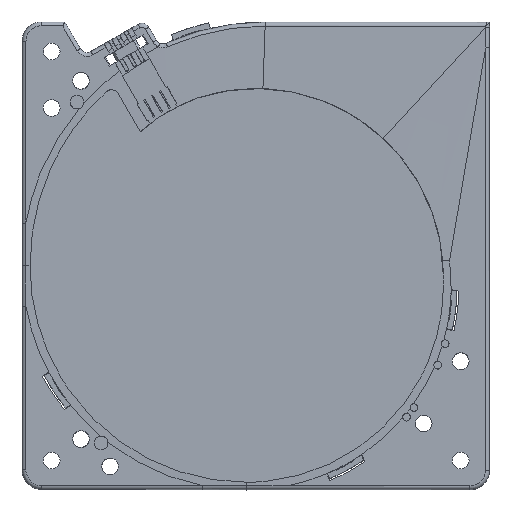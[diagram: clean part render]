
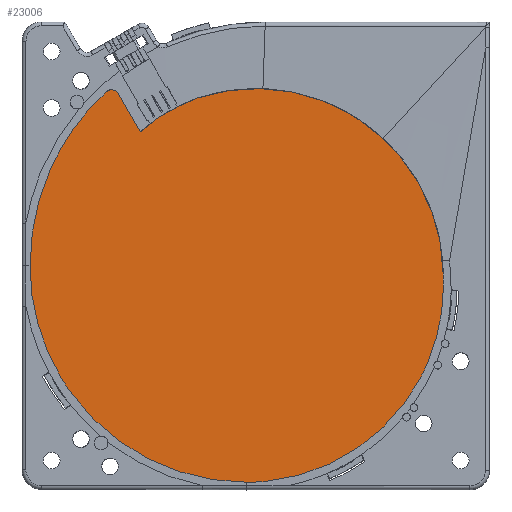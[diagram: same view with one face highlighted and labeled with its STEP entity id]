
A CAD part, front view. The second image highlights one B-rep face of the part: STEP entity #23006.
In plain terms, the highlighted planar face has unit normal (0, -1, 0).
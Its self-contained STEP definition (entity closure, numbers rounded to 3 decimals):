
#4354=CARTESIAN_POINT('',(-2.602,-17.3,2.435));
#4355=DIRECTION('',(0.,-1.,0.));
#4356=DIRECTION('',(-1.,0.,0.003));
#4357=AXIS2_PLACEMENT_3D('',#4354,#4355,#4356);
#4588=CARTESIAN_POINT('',(2.156,-17.3,2.807));
#4589=DIRECTION('',(0.,1.,0.));
#4590=DIRECTION('',(-0.874,0.,0.485));
#4591=AXIS2_PLACEMENT_3D('',#4588,#4589,#4590);
#4593=CARTESIAN_POINT('',(-37.167,-17.3,45.676));
#4594=DIRECTION('',(0.,1.,0.));
#4595=DIRECTION('',(-0.676,0.,0.737));
#4596=AXIS2_PLACEMENT_3D('',#4593,#4594,#4595);
#4598=DIRECTION('',(0.5,0.,-0.866));
#4599=VECTOR('',#4598,11.299);
#4600=CARTESIAN_POINT('',(-35.435,-17.3,46.676));
#4601=LINE('',#4600,#4599);
#4602=CARTESIAN_POINT('',(0.66,-17.3,2.098));
#4603=DIRECTION('',(0.,1.,0.));
#4604=DIRECTION('',(-0.659,0.,0.753));
#4605=AXIS2_PLACEMENT_3D('',#4602,#4603,#4604);
#4607=CARTESIAN_POINT('',(0.,-17.3,0.));
#4608=DIRECTION('',(0.,1.,0.));
#4609=DIRECTION('',(-0.314,0.,0.95));
#4610=AXIS2_PLACEMENT_3D('',#4607,#4608,#4609);
#4612=CARTESIAN_POINT('',(-2.644,-17.3,-2.495));
#4613=DIRECTION('',(0.,1.,0.));
#4614=DIRECTION('',(0.998,0.,0.057));
#4615=AXIS2_PLACEMENT_3D('',#4612,#4613,#4614);
#4617=CARTESIAN_POINT('',(-2.644,-17.3,-2.495));
#4618=DIRECTION('',(0.,1.,0.));
#4619=DIRECTION('',(1.,0.,0.));
#4620=AXIS2_PLACEMENT_3D('',#4617,#4618,#4619);
#4622=CARTESIAN_POINT('',(14.997,-17.3,-10.749));
#4623=DIRECTION('',(0.,1.,0.));
#4624=DIRECTION('',(0.928,0.,-0.372));
#4625=AXIS2_PLACEMENT_3D('',#4622,#4623,#4624);
#4627=CARTESIAN_POINT('',(41.713,-17.3,-26.996));
#4628=CARTESIAN_POINT('',(40.578,-17.3,-28.862));
#4629=CARTESIAN_POINT('',(39.52,-17.3,-30.733));
#4630=CARTESIAN_POINT('',(38.203,-17.3,-32.549));
#4631=CARTESIAN_POINT('',(38.197,-17.3,-32.558));
#4633=CARTESIAN_POINT('',(-2.414,-17.3,-2.585));
#4634=DIRECTION('',(0.,1.,0.));
#4635=DIRECTION('',(0.805,0.,-0.594));
#4636=AXIS2_PLACEMENT_3D('',#4633,#4634,#4635);
#4638=CARTESIAN_POINT('',(-2.422,-17.3,-2.508));
#4639=DIRECTION('',(0.,1.,0.));
#4640=DIRECTION('',(0.099,0.,-0.995));
#4641=AXIS2_PLACEMENT_3D('',#4638,#4639,#4640);
#4643=CARTESIAN_POINT('',(-2.564,-17.3,2.424));
#4644=DIRECTION('',(0.,1.,0.));
#4645=DIRECTION('',(0.001,0.,-1.));
#4646=AXIS2_PLACEMENT_3D('',#4643,#4644,#4645);
#4648=CARTESIAN_POINT('',(-2.456,-17.3,2.503));
#4649=DIRECTION('',(0.,1.,0.));
#4650=DIRECTION('',(-0.807,0.,-0.591));
#4651=AXIS2_PLACEMENT_3D('',#4648,#4649,#4650);
#4653=CARTESIAN_POINT('',(-2.602,-17.3,2.435));
#4654=DIRECTION('',(0.,1.,0.));
#4655=DIRECTION('',(-0.858,0.,-0.514));
#4656=AXIS2_PLACEMENT_3D('',#4653,#4654,#4655);
#4658=CARTESIAN_POINT('',(2.267,-17.3,2.693));
#4659=DIRECTION('',(0.,1.,0.));
#4660=DIRECTION('',(-1.,0.,0.));
#4661=AXIS2_PLACEMENT_3D('',#4658,#4659,#4660);
#4663=DIRECTION('',(0.449,0.,0.894));
#4664=VECTOR('',#4663,5.095);
#4665=CARTESIAN_POINT('',(-52.746,-17.3,27.451));
#4666=LINE('',#4665,#4664);
#9975=CARTESIAN_POINT('',(2.267,-17.3,2.693));
#9976=DIRECTION('',(0.,-1.,0.));
#9977=DIRECTION('',(-1.,0.,0.));
#9978=AXIS2_PLACEMENT_3D('',#9975,#9976,#9977);
#12240=CARTESIAN_POINT('',(-2.498,-17.3,-53.06));
#12241=VERTEX_POINT('',#12240);
#12242=CARTESIAN_POINT('',(2.599,-17.3,-52.81));
#12243=VERTEX_POINT('',#12242);
#12255=CARTESIAN_POINT('',(-58.06,-17.3,2.586));
#12256=VERTEX_POINT('',#12255);
#12257=CARTESIAN_POINT('',(-50.162,-17.3,-26.09));
#12258=CARTESIAN_POINT('',(-58.06,-17.3,2.435));
#12259=VERTEX_POINT('',#12257);
#12260=VERTEX_POINT('',#12258);
#12281=CARTESIAN_POINT('',(-38.52,-17.3,47.149));
#12282=VERTEX_POINT('',#12281);
#12283=CARTESIAN_POINT('',(-50.459,-17.3,32.003));
#12284=VERTEX_POINT('',#12283);
#12285=CARTESIAN_POINT('',(-35.435,-17.3,46.676));
#12286=VERTEX_POINT('',#12285);
#12287=CARTESIAN_POINT('',(-29.786,-17.3,36.89));
#12288=VERTEX_POINT('',#12287);
#12301=CARTESIAN_POINT('',(-15.05,-17.3,45.58));
#12302=VERTEX_POINT('',#12301);
#12318=CARTESIAN_POINT('',(47.998,-17.3,0.411));
#12319=VERTEX_POINT('',#12318);
#12321=CARTESIAN_POINT('',(48.082,-17.3,-2.495));
#12322=VERTEX_POINT('',#12321);
#12323=CARTESIAN_POINT('',(44.018,-17.3,-22.388));
#12324=VERTEX_POINT('',#12323);
#12325=CARTESIAN_POINT('',(41.713,-17.3,-26.996));
#12326=VERTEX_POINT('',#12325);
#12327=VERTEX_POINT('',#4631);
#12328=CARTESIAN_POINT('',(-47.337,-17.3,-30.346));
#12329=VERTEX_POINT('',#12328);
#12330=CARTESIAN_POINT('',(-58.06,-17.3,2.693));
#12331=VERTEX_POINT('',#12330);
#12332=CARTESIAN_POINT('',(-52.746,-17.3,27.451));
#12333=VERTEX_POINT('',#12332);
#22970=CARTESIAN_POINT('',(-4.989,-17.3,-2.527));
#22971=DIRECTION('',(0.,1.,0.));
#22972=DIRECTION('',(1.,0.,0.));
#22973=AXIS2_PLACEMENT_3D('',#22970,#22971,#22972);
#22974=PLANE('',#22973);
#22975=ORIENTED_EDGE('',*,*,#22832,.T.);
#22976=ORIENTED_EDGE('',*,*,#22847,.T.);
#22977=ORIENTED_EDGE('',*,*,#22861,.T.);
#22978=ORIENTED_EDGE('',*,*,#22884,.T.);
#22979=ORIENTED_EDGE('',*,*,#22955,.T.);
#22981=ORIENTED_EDGE('',*,*,#22980,.T.);
#22983=ORIENTED_EDGE('',*,*,#22982,.T.);
#22985=ORIENTED_EDGE('',*,*,#22984,.T.);
#22987=ORIENTED_EDGE('',*,*,#22986,.T.);
#22989=ORIENTED_EDGE('',*,*,#22988,.T.);
#22991=ORIENTED_EDGE('',*,*,#22990,.T.);
#22993=ORIENTED_EDGE('',*,*,#22992,.T.);
#22995=ORIENTED_EDGE('',*,*,#22994,.T.);
#22996=ORIENTED_EDGE('',*,*,#22747,.T.);
#22997=ORIENTED_EDGE('',*,*,#22745,.F.);
#22999=ORIENTED_EDGE('',*,*,#22998,.F.);
#23001=ORIENTED_EDGE('',*,*,#23000,.T.);
#23003=ORIENTED_EDGE('',*,*,#23002,.T.);
#23004=EDGE_LOOP('',(#22975,#22976,#22977,#22978,#22979,#22981,#22983,#22985,
#22987,#22989,#22991,#22993,#22995,#22996,#22997,#22999,#23001,#23003));
#23005=FACE_OUTER_BOUND('',#23004,.F.);
#23006=ADVANCED_FACE('',(#23005),#22974,.F.);
#4358=CIRCLE('',#4357,55.458);
#4592=CIRCLE('',#4591,60.173);
#4597=CIRCLE('',#4596,2.);
#4606=CIRCLE('',#4605,46.233);
#4611=CIRCLE('',#4610,48.);
#4616=CIRCLE('',#4615,50.725);
#4621=CIRCLE('',#4620,50.725);
#4626=CIRCLE('',#4625,31.268);
#4632=B_SPLINE_CURVE_WITH_KNOTS('',3,(#4627,#4628,#4629,#4630,#4631),
.UNSPECIFIED.,.F.,.F.,(4,1,4),(0.,0.995,1.),.UNSPECIFIED.);
#4637=CIRCLE('',#4636,50.475);
#4642=CIRCLE('',#4641,50.552);
#4647=CIRCLE('',#4646,55.484);
#4652=CIRCLE('',#4651,55.618);
#4657=CIRCLE('',#4656,55.458);
#4662=CIRCLE('',#4661,60.327);
#9979=CIRCLE('',#9978,60.327);
#22745=EDGE_CURVE('',#12256,#12260,#4358,.T.);
#22747=EDGE_CURVE('',#12259,#12260,#4657,.T.);
#22832=EDGE_CURVE('',#12284,#12282,#4592,.T.);
#22847=EDGE_CURVE('',#12282,#12286,#4597,.T.);
#22861=EDGE_CURVE('',#12286,#12288,#4601,.T.);
#22884=EDGE_CURVE('',#12288,#12302,#4606,.T.);
#22955=EDGE_CURVE('',#12302,#12319,#4611,.T.);
#22980=EDGE_CURVE('',#12319,#12322,#4616,.T.);
#22982=EDGE_CURVE('',#12322,#12324,#4621,.T.);
#22984=EDGE_CURVE('',#12324,#12326,#4626,.T.);
#22986=EDGE_CURVE('',#12326,#12327,#4632,.T.);
#22988=EDGE_CURVE('',#12327,#12243,#4637,.T.);
#22990=EDGE_CURVE('',#12243,#12241,#4642,.T.);
#22992=EDGE_CURVE('',#12241,#12329,#4647,.T.);
#22994=EDGE_CURVE('',#12329,#12259,#4652,.T.);
#22998=EDGE_CURVE('',#12331,#12256,#9979,.T.);
#23000=EDGE_CURVE('',#12331,#12333,#4662,.T.);
#23002=EDGE_CURVE('',#12333,#12284,#4666,.T.);
